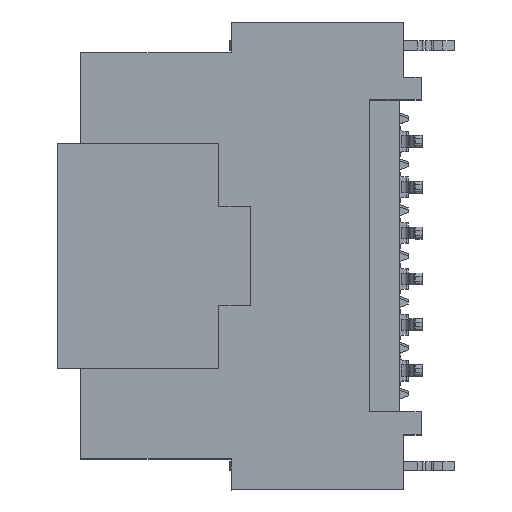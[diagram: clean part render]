
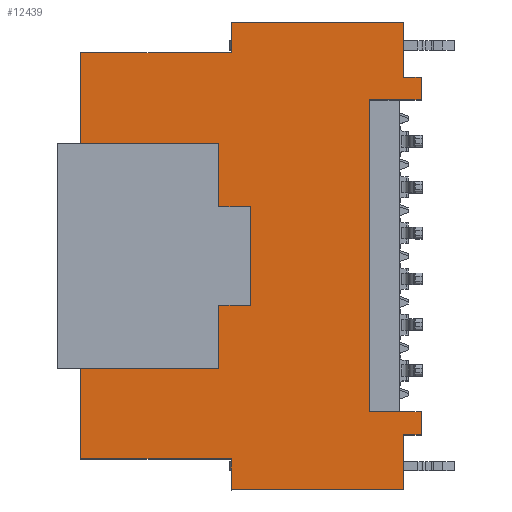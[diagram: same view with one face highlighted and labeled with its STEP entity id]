
A CAD part, top view. The second image highlights one B-rep face of the part: STEP entity #12439.
In plain terms, the highlighted planar face has unit normal (0, 0, 1).
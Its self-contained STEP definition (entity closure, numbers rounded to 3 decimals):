
#547=CARTESIAN_POINT('',(-7.65,8.85,4.55));
#548=VERTEX_POINT('',#547);
#555=CARTESIAN_POINT('',(-1.07,8.85,4.55));
#556=VERTEX_POINT('',#555);
#557=CARTESIAN_POINT('',(-7.65,8.85,4.55));
#558=DIRECTION('',(1.,0.,0.));
#559=VECTOR('',#558,6.58);
#560=LINE('',#557,#559);
#561=EDGE_CURVE('',#548,#556,#560,.T.);
#684=CARTESIAN_POINT('',(6.45,7.8,4.55));
#685=VERTEX_POINT('',#684);
#692=CARTESIAN_POINT('',(7.2,7.8,4.55));
#693=VERTEX_POINT('',#692);
#694=CARTESIAN_POINT('',(6.45,7.8,4.55));
#695=DIRECTION('',(1.,0.,0.));
#696=VECTOR('',#695,0.75);
#697=LINE('',#694,#696);
#698=EDGE_CURVE('',#685,#693,#697,.T.);
#722=CARTESIAN_POINT('',(7.2,6.8,4.55));
#723=VERTEX_POINT('',#722);
#739=CARTESIAN_POINT('',(7.2,7.8,4.55));
#740=DIRECTION('',(0.,-1.,0.));
#741=VECTOR('',#740,1.);
#742=LINE('',#739,#741);
#743=EDGE_CURVE('',#693,#723,#742,.T.);
#753=CARTESIAN_POINT('',(4.95,6.8,4.55));
#754=VERTEX_POINT('',#753);
#834=CARTESIAN_POINT('',(7.2,6.8,4.55));
#835=DIRECTION('',(-1.,0.,0.));
#836=VECTOR('',#835,2.25);
#837=LINE('',#834,#836);
#838=EDGE_CURVE('',#723,#754,#837,.T.);
#851=CARTESIAN_POINT('',(6.45,10.2,4.55));
#852=VERTEX_POINT('',#851);
#859=CARTESIAN_POINT('',(6.45,10.2,4.55));
#860=DIRECTION('',(0.,-1.,0.));
#861=VECTOR('',#860,2.4);
#862=LINE('',#859,#861);
#863=EDGE_CURVE('',#852,#685,#862,.T.);
#907=CARTESIAN_POINT('',(-1.07,10.2,4.55));
#908=VERTEX_POINT('',#907);
#915=CARTESIAN_POINT('',(-1.07,10.2,4.55));
#916=DIRECTION('',(1.,0.,0.));
#917=VECTOR('',#916,7.52);
#918=LINE('',#915,#917);
#919=EDGE_CURVE('',#908,#852,#918,.T.);
#933=CARTESIAN_POINT('',(-1.07,8.85,4.55));
#934=DIRECTION('',(0.,1.,0.));
#935=VECTOR('',#934,1.35);
#936=LINE('',#933,#935);
#937=EDGE_CURVE('',#556,#908,#936,.T.);
#12265=CARTESIAN_POINT('',(-1.85,0.,4.55));
#12266=DIRECTION('',(0.,1.,0.));
#12267=DIRECTION('',(0.,0.,1.));
#12268=AXIS2_PLACEMENT_3D('',#12265,#12267,#12266);
#12269=PLANE('',#12268);
#12270=ORIENTED_EDGE('',*,*,#937,.F.);
#12271=ORIENTED_EDGE('',*,*,#561,.F.);
#12272=CARTESIAN_POINT('',(-7.646,5.26,4.55));
#12273=VERTEX_POINT('',#12272);
#12274=CARTESIAN_POINT('',(-7.65,8.85,4.55));
#12275=DIRECTION('',(0.001,-1.,0.));
#12276=VECTOR('',#12275,3.59);
#12277=LINE('',#12274,#12276);
#12278=EDGE_CURVE('',#548,#12273,#12277,.T.);
#12279=ORIENTED_EDGE('',*,*,#12278,.T.);
#12280=CARTESIAN_POINT('',(-7.648,3.6,4.55));
#12281=VERTEX_POINT('',#12280);
#12282=CARTESIAN_POINT('',(-7.65,5.26,4.55));
#12283=DIRECTION('',(0.,-1.,0.));
#12284=VECTOR('',#12283,1.66);
#12285=LINE('',#12282,#12284);
#12286=EDGE_CURVE('',#12273,#12281,#12285,.T.);
#12287=ORIENTED_EDGE('',*,*,#12286,.T.);
#12288=CARTESIAN_POINT('',(-7.644,3.26,4.55));
#12289=VERTEX_POINT('',#12288);
#12290=CARTESIAN_POINT('',(-7.646,3.6,4.55));
#12291=DIRECTION('',(0.001,-1.,0.));
#12292=VECTOR('',#12291,0.34);
#12293=LINE('',#12290,#12292);
#12294=EDGE_CURVE('',#12281,#12289,#12293,.T.);
#12295=ORIENTED_EDGE('',*,*,#12294,.T.);
#12296=CARTESIAN_POINT('',(-7.15,2.85,4.55));
#12297=VERTEX_POINT('',#12296);
#12298=CARTESIAN_POINT('',(-7.15,2.85,4.55));
#12299=CARTESIAN_POINT('',(-7.213,2.85,4.55));
#12300=CARTESIAN_POINT('',(-7.276,2.86,4.55));
#12301=CARTESIAN_POINT('',(-7.336,2.88,4.55));
#12302=CARTESIAN_POINT('',(-7.45,2.938,4.55));
#12303=CARTESIAN_POINT('',(-7.54,3.027,4.55));
#12304=CARTESIAN_POINT('',(-7.577,3.079,4.55));
#12305=CARTESIAN_POINT('',(-7.612,3.148,4.55));
#12306=CARTESIAN_POINT('',(-7.633,3.221,4.55));
#12307=CARTESIAN_POINT('',(-7.637,3.234,4.55));
#12308=CARTESIAN_POINT('',(-7.639,3.247,4.55));
#12309=CARTESIAN_POINT('',(-7.642,3.26,4.55));
#12310=B_SPLINE_CURVE_WITH_KNOTS('',5,(#12298,#12299,#12300,#12301,#12302,#12303,#12304,#12305,#12306,#12307,#12308,#12309),.UNSPECIFIED.,.F.,.U.,(6,3,3,6),(0.,0.444,0.889,0.983),.UNSPECIFIED.);
#12311=EDGE_CURVE('',#12297,#12289,#12310,.T.);
#12312=ORIENTED_EDGE('',*,*,#12311,.F.);
#12313=CARTESIAN_POINT('',(-4.65,2.85,4.55));
#12314=VERTEX_POINT('',#12313);
#12315=CARTESIAN_POINT('',(-4.65,2.85,4.55));
#12316=DIRECTION('',(-1.,0.,0.));
#12317=VECTOR('',#12316,2.5);
#12318=LINE('',#12315,#12317);
#12319=EDGE_CURVE('',#12314,#12297,#12318,.T.);
#12320=ORIENTED_EDGE('',*,*,#12319,.F.);
#12321=CARTESIAN_POINT('',(-4.65,-2.85,4.55));
#12322=VERTEX_POINT('',#12321);
#12323=CARTESIAN_POINT('',(-4.65,2.85,4.55));
#12324=DIRECTION('',(0.,-1.,0.));
#12325=VECTOR('',#12324,5.7);
#12326=LINE('',#12323,#12325);
#12327=EDGE_CURVE('',#12314,#12322,#12326,.T.);
#12328=ORIENTED_EDGE('',*,*,#12327,.T.);
#12329=CARTESIAN_POINT('',(-7.15,-2.85,4.55));
#12330=VERTEX_POINT('',#12329);
#12331=CARTESIAN_POINT('',(-4.65,-2.85,4.55));
#12332=DIRECTION('',(-1.,0.,0.));
#12333=VECTOR('',#12332,2.5);
#12334=LINE('',#12331,#12333);
#12335=EDGE_CURVE('',#12322,#12330,#12334,.T.);
#12336=ORIENTED_EDGE('',*,*,#12335,.T.);
#12337=CARTESIAN_POINT('',(-7.644,-3.26,4.55));
#12338=VERTEX_POINT('',#12337);
#12339=CARTESIAN_POINT('',(-7.15,-3.35,4.55));
#12340=DIRECTION('',(0.,1.,0.));
#12341=DIRECTION('',(0.,0.,1.));
#12342=AXIS2_PLACEMENT_3D('',#12339,#12341,#12340);
#12343=CIRCLE('',#12342,0.5);
#12344=EDGE_CURVE('',#12330,#12338,#12343,.T.);
#12345=ORIENTED_EDGE('',*,*,#12344,.T.);
#12346=CARTESIAN_POINT('',(-7.648,-3.6,4.55));
#12347=VERTEX_POINT('',#12346);
#12348=CARTESIAN_POINT('',(-7.646,-3.26,4.55));
#12349=DIRECTION('',(-0.001,-1.,0.));
#12350=VECTOR('',#12349,0.34);
#12351=LINE('',#12348,#12350);
#12352=EDGE_CURVE('',#12338,#12347,#12351,.T.);
#12353=ORIENTED_EDGE('',*,*,#12352,.T.);
#12354=CARTESIAN_POINT('',(-7.646,-5.26,4.55));
#12355=VERTEX_POINT('',#12354);
#12356=CARTESIAN_POINT('',(-7.65,-3.6,4.55));
#12357=DIRECTION('',(0.,-1.,0.));
#12358=VECTOR('',#12357,1.66);
#12359=LINE('',#12356,#12358);
#12360=EDGE_CURVE('',#12347,#12355,#12359,.T.);
#12361=ORIENTED_EDGE('',*,*,#12360,.T.);
#12362=CARTESIAN_POINT('',(-7.65,-8.85,4.55));
#12363=VERTEX_POINT('',#12362);
#12364=CARTESIAN_POINT('',(-7.65,-8.85,4.55));
#12365=DIRECTION('',(0.001,1.,0.));
#12366=VECTOR('',#12365,3.59);
#12367=LINE('',#12364,#12366);
#12368=EDGE_CURVE('',#12363,#12355,#12367,.T.);
#12369=ORIENTED_EDGE('',*,*,#12368,.F.);
#12370=CARTESIAN_POINT('',(-1.07,-8.85,4.55));
#12371=VERTEX_POINT('',#12370);
#12372=CARTESIAN_POINT('',(-7.65,-8.85,4.55));
#12373=DIRECTION('',(1.,0.,0.));
#12374=VECTOR('',#12373,6.58);
#12375=LINE('',#12372,#12374);
#12376=EDGE_CURVE('',#12363,#12371,#12375,.T.);
#12377=ORIENTED_EDGE('',*,*,#12376,.T.);
#12378=CARTESIAN_POINT('',(-1.07,-10.2,4.55));
#12379=VERTEX_POINT('',#12378);
#12380=CARTESIAN_POINT('',(-1.07,-8.85,4.55));
#12381=DIRECTION('',(0.,-1.,0.));
#12382=VECTOR('',#12381,1.35);
#12383=LINE('',#12380,#12382);
#12384=EDGE_CURVE('',#12371,#12379,#12383,.T.);
#12385=ORIENTED_EDGE('',*,*,#12384,.T.);
#12386=CARTESIAN_POINT('',(6.45,-10.2,4.55));
#12387=VERTEX_POINT('',#12386);
#12388=CARTESIAN_POINT('',(-1.07,-10.2,4.55));
#12389=DIRECTION('',(1.,0.,0.));
#12390=VECTOR('',#12389,7.52);
#12391=LINE('',#12388,#12390);
#12392=EDGE_CURVE('',#12379,#12387,#12391,.T.);
#12393=ORIENTED_EDGE('',*,*,#12392,.T.);
#12394=CARTESIAN_POINT('',(6.45,-7.8,4.55));
#12395=VERTEX_POINT('',#12394);
#12396=CARTESIAN_POINT('',(6.45,-10.2,4.55));
#12397=DIRECTION('',(0.,1.,0.));
#12398=VECTOR('',#12397,2.4);
#12399=LINE('',#12396,#12398);
#12400=EDGE_CURVE('',#12387,#12395,#12399,.T.);
#12401=ORIENTED_EDGE('',*,*,#12400,.T.);
#12402=CARTESIAN_POINT('',(7.2,-7.8,4.55));
#12403=VERTEX_POINT('',#12402);
#12404=CARTESIAN_POINT('',(6.45,-7.8,4.55));
#12405=DIRECTION('',(1.,0.,0.));
#12406=VECTOR('',#12405,0.75);
#12407=LINE('',#12404,#12406);
#12408=EDGE_CURVE('',#12395,#12403,#12407,.T.);
#12409=ORIENTED_EDGE('',*,*,#12408,.T.);
#12410=CARTESIAN_POINT('',(7.2,-6.8,4.55));
#12411=VERTEX_POINT('',#12410);
#12412=CARTESIAN_POINT('',(7.2,-7.8,4.55));
#12413=DIRECTION('',(0.,1.,0.));
#12414=VECTOR('',#12413,1.);
#12415=LINE('',#12412,#12414);
#12416=EDGE_CURVE('',#12403,#12411,#12415,.T.);
#12417=ORIENTED_EDGE('',*,*,#12416,.T.);
#12418=CARTESIAN_POINT('',(4.95,-6.8,4.55));
#12419=VERTEX_POINT('',#12418);
#12420=CARTESIAN_POINT('',(7.2,-6.8,4.55));
#12421=DIRECTION('',(-1.,0.,0.));
#12422=VECTOR('',#12421,2.25);
#12423=LINE('',#12420,#12422);
#12424=EDGE_CURVE('',#12411,#12419,#12423,.T.);
#12425=ORIENTED_EDGE('',*,*,#12424,.T.);
#12426=CARTESIAN_POINT('',(4.95,6.8,4.55));
#12427=DIRECTION('',(0.,-1.,0.));
#12428=VECTOR('',#12427,13.6);
#12429=LINE('',#12426,#12428);
#12430=EDGE_CURVE('',#754,#12419,#12429,.T.);
#12431=ORIENTED_EDGE('',*,*,#12430,.F.);
#12432=ORIENTED_EDGE('',*,*,#838,.F.);
#12433=ORIENTED_EDGE('',*,*,#743,.F.);
#12434=ORIENTED_EDGE('',*,*,#698,.F.);
#12435=ORIENTED_EDGE('',*,*,#863,.F.);
#12436=ORIENTED_EDGE('',*,*,#919,.F.);
#12437=EDGE_LOOP('',(#12270,#12271,#12279,#12287,#12295,#12312,#12320,#12328,#12336,#12345,#12353,#12361,#12369,#12377,#12385,#12393,#12401,#12409,#12417,#12425,#12431,#12432,#12433,#12434,#12435,#12436));
#12438=FACE_OUTER_BOUND('',#12437,.T.);
#12439=ADVANCED_FACE('',(#12438),#12269,.T.);
